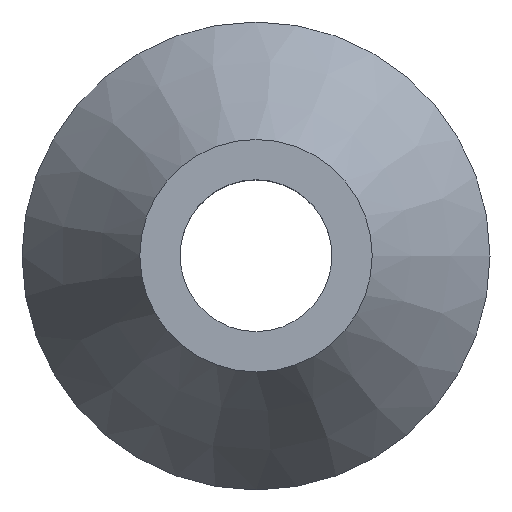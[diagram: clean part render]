
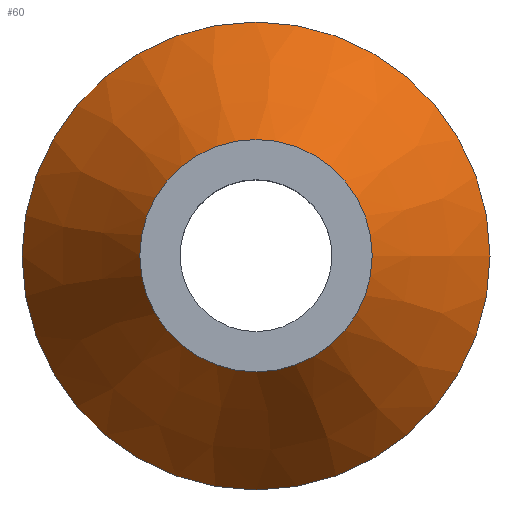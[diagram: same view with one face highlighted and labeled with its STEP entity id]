
A CAD part, top view. The second image highlights one B-rep face of the part: STEP entity #60.
In plain terms, the highlighted conical face has half-angle 33.405 degrees and reference radius 6.55 mm.
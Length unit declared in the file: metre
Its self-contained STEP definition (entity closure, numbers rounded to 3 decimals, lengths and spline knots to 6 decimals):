
#23=ORIENTED_EDGE('',*,*,#31,.F.);
#24=ORIENTED_EDGE('',*,*,#32,.T.);
#31=EDGE_CURVE('',#35,#35,#39,.T.);
#32=EDGE_CURVE('',#36,#36,#40,.T.);
#35=VERTEX_POINT('',#106);
#36=VERTEX_POINT('',#108);
#39=CIRCLE('',#78,0.003253);
#40=CIRCLE('',#79,0.00655);
#43=EDGE_LOOP('',(#23));
#44=EDGE_LOOP('',(#24));
#51=FACE_BOUND('',#43,.T.);
#52=FACE_BOUND('',#44,.T.);
#59=CONICAL_SURFACE('',#77,0.00655,0.583);
#60=ADVANCED_FACE('',(#51,#52),#59,.T.);
#77=AXIS2_PLACEMENT_3D('',#104,#87,#88);
#78=AXIS2_PLACEMENT_3D('',#105,#89,#90);
#79=AXIS2_PLACEMENT_3D('',#107,#91,#92);
#87=DIRECTION('',(0.,0.,-1.));
#88=DIRECTION('',(-1.,0.,0.));
#89=DIRECTION('',(0.,0.,1.));
#90=DIRECTION('',(1.,0.,0.));
#91=DIRECTION('',(0.,0.,1.));
#92=DIRECTION('',(1.,0.,0.));
#104=CARTESIAN_POINT('',(0.,0.,0.));
#105=CARTESIAN_POINT('',(0.,0.,0.005));
#106=CARTESIAN_POINT('',(0.003253,0.,0.005));
#107=CARTESIAN_POINT('',(0.,0.,0.));
#108=CARTESIAN_POINT('',(0.00655,0.,0.));
